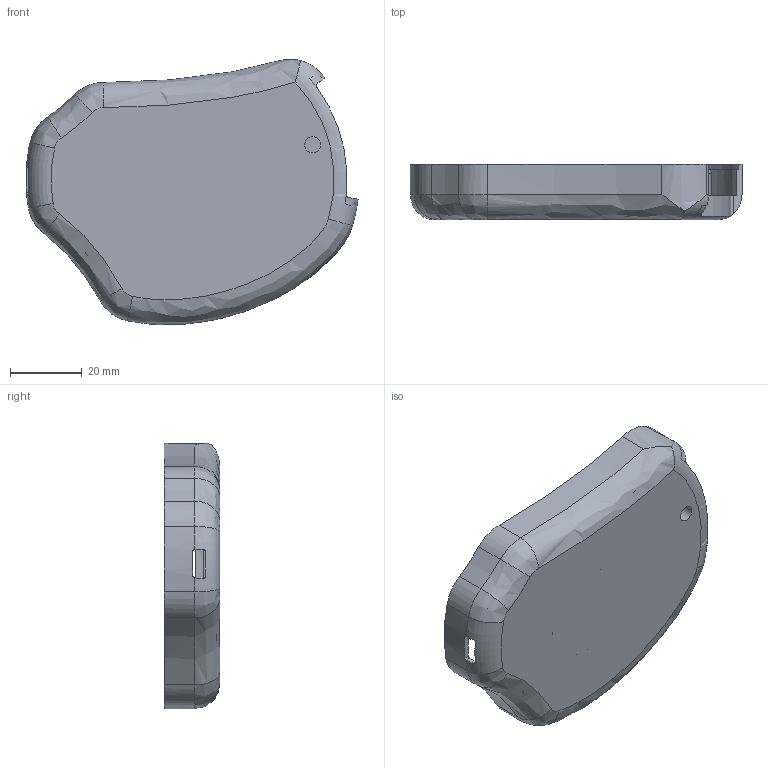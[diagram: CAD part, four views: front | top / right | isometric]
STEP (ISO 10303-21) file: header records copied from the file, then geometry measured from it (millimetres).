
FILE_DESCRIPTION(/* description */ (''),/* implementation_level */ '2;1');
FILE_NAME(/* name */ 'roundBase.step',/* time_stamp */ '2022-04-29T09:30:25+02:00',/* author */ (''),/* organization */ (''),/* preprocessor_version */ 'ST-DEVELOPER v18.1',/* originating_system */ 'Autodesk Translation Framework v10.14.0.1471',/* authorisation */ '');
FILE_SCHEMA (('AUTOMOTIVE_DESIGN { 1 0 10303 214 3 1 1 }'));
Length unit declared in the file: millimetre
Products named in the file (1): roundBase
Bounding box: 92.66 x 15.5 x 74.09 mm (x, y, z)
Volume: 13235.3 mm3; surface area: 19971 mm2
Topology: 1 solids, 1 shells, 251 faces, 699 edges, 456 vertices
Faces by surface type: plane 120, cylinder 59, bspline 51, torus 19, sphere 2
Full cylindrical faces by diameter (mm): 4.5 x7, 7 x5, 8 x1, 8.5 x1
Entity records: 10844 total; most frequent: CARTESIAN_POINT 4734, ORIENTED_EDGE 1396, DIRECTION 1094, EDGE_CURVE 698, VERTEX_POINT 456, AXIS2_PLACEMENT_3D 382, LINE 330, VECTOR 330
